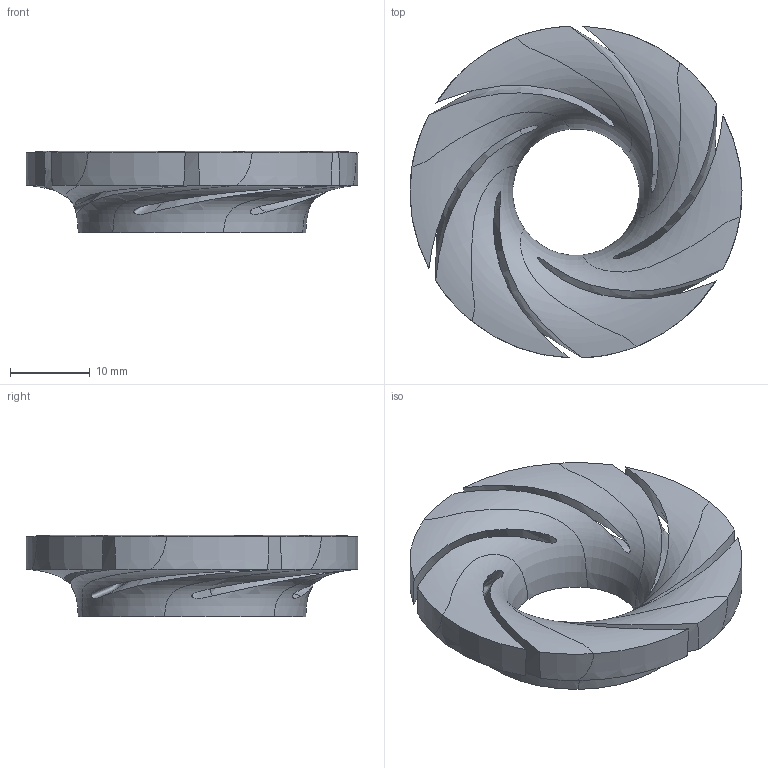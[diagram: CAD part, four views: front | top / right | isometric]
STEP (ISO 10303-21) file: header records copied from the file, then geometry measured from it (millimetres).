
FILE_DESCRIPTION(('Open CASCADE Model'),'2;1');
FILE_NAME('Open CASCADE Shape Model','2025-11-03T09:18:19',('Author'),( 'Open CASCADE'),'Open CASCADE STEP processor 7.6','Open CASCADE 7.6' ,'Unknown');
FILE_SCHEMA(('AUTOMOTIVE_DESIGN { 1 0 10303 214 1 1 1 1 }'));
Length unit declared in the file: millimetre
Products named in the file (1): [Impeller_1]-Flow domain
Bounding box: 41.65 x 41.62 x 10.19 mm (x, y, z)
Volume: 6226.3 mm3; surface area: 4877.1 mm2
Topology: 1 solids, 1 shells, 48 faces, 120 edges, 72 vertices
Faces by surface type: revolution 30, bspline 18
Entity records: 15294 total; most frequent: CARTESIAN_POINT 14335, ORIENTED_EDGE 240, EDGE_CURVE 120, B_SPLINE_CURVE_WITH_KNOTS 114, DIRECTION 104, VERTEX_POINT 72, ADVANCED_FACE 48, FACE_BOUND 48
